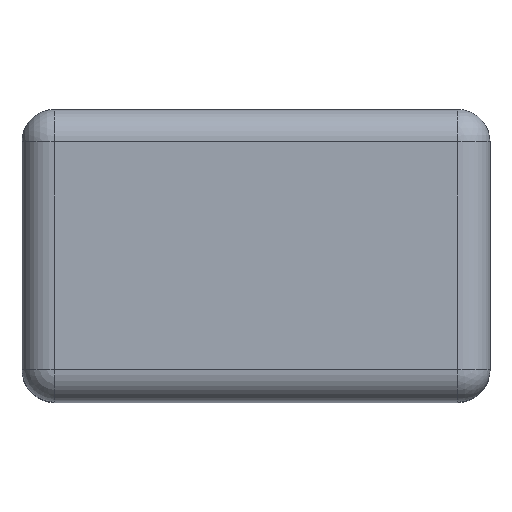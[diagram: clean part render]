
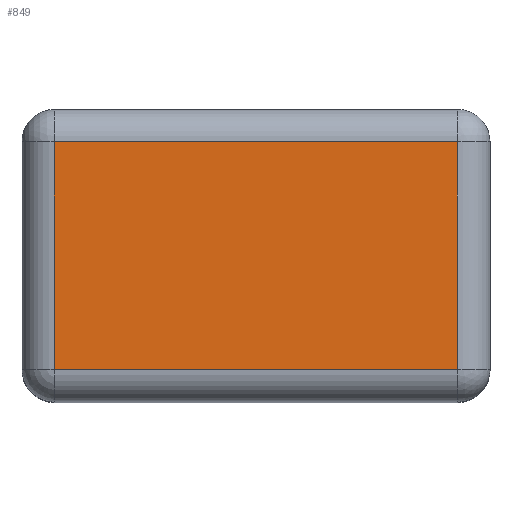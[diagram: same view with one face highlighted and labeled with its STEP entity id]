
A CAD part, top view. The second image highlights one B-rep face of the part: STEP entity #849.
In plain terms, the highlighted planar face has unit normal (0, 0, 1).
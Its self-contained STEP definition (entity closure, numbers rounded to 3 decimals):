
#248 = VERTEX_POINT('',#249);
#249 = CARTESIAN_POINT('',(3.1,-1.75,6.));
#256 = EDGE_CURVE('',#248,#257,#259,.T.);
#257 = VERTEX_POINT('',#258);
#258 = CARTESIAN_POINT('',(-3.1,-1.75,6.));
#259 = LINE('',#260,#261);
#260 = CARTESIAN_POINT('',(3.6,-1.75,6.));
#261 = VECTOR('',#262,1.);
#262 = DIRECTION('',(-1.,0.,0.));
#849 = ADVANCED_FACE('',(#850),#875,.F.);
#850 = FACE_BOUND('',#851,.F.);
#851 = EDGE_LOOP('',(#852,#853,#861,#869));
#852 = ORIENTED_EDGE('',*,*,#256,.T.);
#853 = ORIENTED_EDGE('',*,*,#854,.T.);
#854 = EDGE_CURVE('',#257,#855,#857,.T.);
#855 = VERTEX_POINT('',#856);
#856 = CARTESIAN_POINT('',(-3.1,1.75,6.));
#857 = LINE('',#858,#859);
#858 = CARTESIAN_POINT('',(-3.1,-2.25,6.));
#859 = VECTOR('',#860,1.);
#860 = DIRECTION('',(0.,1.,0.));
#861 = ORIENTED_EDGE('',*,*,#862,.T.);
#862 = EDGE_CURVE('',#855,#863,#865,.T.);
#863 = VERTEX_POINT('',#864);
#864 = CARTESIAN_POINT('',(3.1,1.75,6.));
#865 = LINE('',#866,#867);
#866 = CARTESIAN_POINT('',(-3.6,1.75,6.));
#867 = VECTOR('',#868,1.);
#868 = DIRECTION('',(1.,0.,0.));
#869 = ORIENTED_EDGE('',*,*,#870,.T.);
#870 = EDGE_CURVE('',#863,#248,#871,.T.);
#871 = LINE('',#872,#873);
#872 = CARTESIAN_POINT('',(3.1,2.25,6.));
#873 = VECTOR('',#874,1.);
#874 = DIRECTION('',(0.,-1.,0.));
#875 = PLANE('',#876);
#876 = AXIS2_PLACEMENT_3D('',#877,#878,#879);
#877 = CARTESIAN_POINT('',(0.,0.,6.));
#878 = DIRECTION('',(-0.,-0.,-1.));
#879 = DIRECTION('',(-1.,0.,0.));
